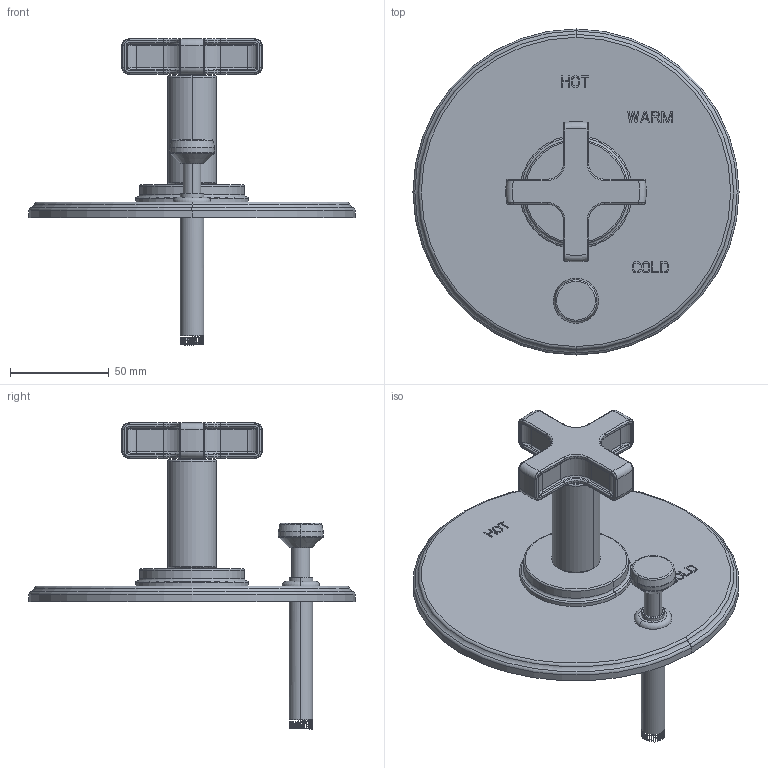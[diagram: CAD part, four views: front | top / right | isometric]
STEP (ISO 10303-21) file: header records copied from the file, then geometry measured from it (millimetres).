
FILE_DESCRIPTION((''),'2;1');
FILE_NAME('5-3282BP_ASM','2019-11-08T14:13:17',('rsmith'),(''),'CREO PARAMETRIC BY PTC INC, 2018400','CREO PARAMETRIC BY PTC INC, 2018400','');
FILE_SCHEMA(('CONFIG_CONTROL_DESIGN'));
Length unit declared in the file: inch
Products named in the file (22): 11118_AF3; 91033; H-78; 2-438_AF3_ASM; 91065_AF3; 10497_AF3; 10496_AF3; 10498; 2-217_AF3_ASM; 13130; 91773; 20-433_ASM; 13131; 91017; 12377; 91049; 91371; 92399; 13132; 20-430_ASM; 3-649_ASM; 5-3282BP_ASM
Assembly tree (22 placements, depth 4):
  5-3282BP_ASM
    2-438_AF3_ASM
      11118_AF3
      91033
      H-78
    2-217_AF3_ASM
      91065_AF3
      10497_AF3
      10496_AF3
      10498
    3-649_ASM
      20-433_ASM
        13130
        91773
      20-430_ASM
        13131
        91017  x2
        12377
        91049
        91371
        92399
        13132
Bounding box: 165.1 x 165.1 x 154.97 mm (x, y, z)
Volume: 92823.3 mm3; surface area: 130889.7 mm2
Topology: 17 solids, 36 shells, 1421 faces, 3964 edges, 2607 vertices
Faces by surface type: cylinder 534, plane 496, torus 174, bspline 162, cone 51, extrusion 4
Entity records: 157828 total; most frequent: CARTESIAN_POINT 122678, ORIENTED_EDGE 7415, DIRECTION 6715, EDGE_CURVE 3928, VERTEX_POINT 2587, AXIS2_PLACEMENT_3D 2373, VECTOR 1969, LINE 1965
